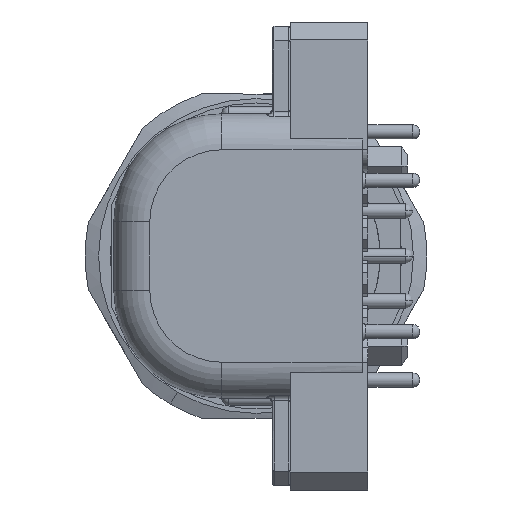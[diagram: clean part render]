
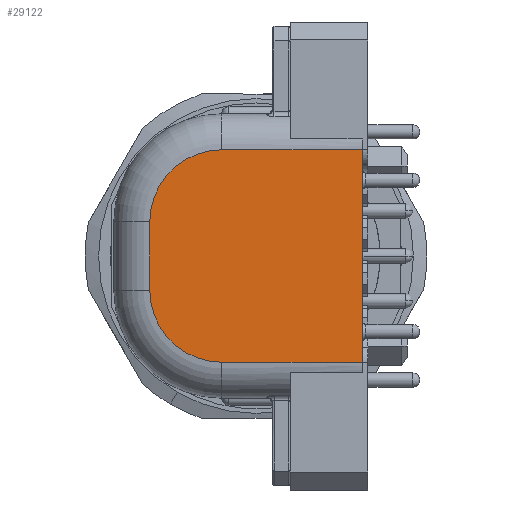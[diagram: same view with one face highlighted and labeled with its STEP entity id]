
A CAD part, left-side view. The second image highlights one B-rep face of the part: STEP entity #29122.
In plain terms, the highlighted planar face has unit normal (-1, 0, 0).
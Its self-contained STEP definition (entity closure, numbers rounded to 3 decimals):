
#1208 = VECTOR ( 'NONE', #1408, 1000. ) ;
#1408 = DIRECTION ( 'NONE',  ( 0., 0., -1. ) ) ;
#2811 = AXIS2_PLACEMENT_3D ( 'NONE', #35226, #17316, #38219 ) ;
#4573 = CARTESIAN_POINT ( 'NONE',  ( -31., -5.9, 5.9 ) ) ;
#7279 = CARTESIAN_POINT ( 'NONE',  ( -31., 7.9, 5.9 ) ) ;
#7384 = EDGE_CURVE ( 'NONE', #7387, #32813, #9704, .T. ) ;
#7387 = VERTEX_POINT ( 'NONE', #22709 ) ;
#7460 = VERTEX_POINT ( 'NONE', #16921 ) ;
#7762 = LINE ( 'NONE', #7279, #38694 ) ;
#8416 = ORIENTED_EDGE ( 'NONE', *, *, #11349, .T. ) ;
#9306 = VERTEX_POINT ( 'NONE', #4573 ) ;
#9318 = ORIENTED_EDGE ( 'NONE', *, *, #24486, .T. ) ;
#9704 = LINE ( 'NONE', #34571, #33612 ) ;
#10251 = DIRECTION ( 'NONE',  ( 0., -1., 0. ) ) ;
#10875 = EDGE_LOOP ( 'NONE', ( #14233, #9318, #28629, #20425, #37189, #8416 ) ) ;
#11349 = EDGE_CURVE ( 'NONE', #29133, #26366, #26880, .T. ) ;
#12582 = CARTESIAN_POINT ( 'NONE',  ( -31., 1.9, 1.9 ) ) ;
#13656 = DIRECTION ( 'NONE',  ( 0., 0., -1. ) ) ;
#14233 = ORIENTED_EDGE ( 'NONE', *, *, #28410, .F. ) ;
#15584 = DIRECTION ( 'NONE',  ( 0., 0., 1. ) ) ;
#16328 = CARTESIAN_POINT ( 'NONE',  ( -31., -5.9, 7.9 ) ) ;
#16921 = CARTESIAN_POINT ( 'NONE',  ( -31., 1.9, 5.9 ) ) ;
#16947 = PLANE ( 'NONE',  #38791 ) ;
#17316 = DIRECTION ( 'NONE',  ( -1., 0., 0. ) ) ;
#19232 = CARTESIAN_POINT ( 'NONE',  ( -31., 7.9, -5.9 ) ) ;
#19331 = CARTESIAN_POINT ( 'NONE',  ( -31., -5.9, -5.9 ) ) ;
#19453 = EDGE_CURVE ( 'NONE', #7460, #7387, #19932, .T. ) ;
#19739 = CARTESIAN_POINT ( 'NONE',  ( -31., 5.9, -1.9 ) ) ;
#19932 = CIRCLE ( 'NONE', #26261, 4. ) ;
#20425 = ORIENTED_EDGE ( 'NONE', *, *, #7384, .T. ) ;
#22709 = CARTESIAN_POINT ( 'NONE',  ( -31., 5.9, 1.9 ) ) ;
#24123 = EDGE_CURVE ( 'NONE', #32813, #29133, #34983, .T. ) ;
#24486 = EDGE_CURVE ( 'NONE', #9306, #7460, #7762, .T. ) ;
#26261 = AXIS2_PLACEMENT_3D ( 'NONE', #12582, #33494, #15584 ) ;
#26366 = VERTEX_POINT ( 'NONE', #19331 ) ;
#26880 = LINE ( 'NONE', #19232, #32903 ) ;
#28410 = EDGE_CURVE ( 'NONE', #9306, #26366, #33037, .T. ) ;
#28629 = ORIENTED_EDGE ( 'NONE', *, *, #19453, .T. ) ;
#28845 = DIRECTION ( 'NONE',  ( -1., 0., 0. ) ) ;
#29122 = ADVANCED_FACE ( 'NONE', ( #34403 ), #16947, .T. ) ;
#29133 = VERTEX_POINT ( 'NONE', #34990 ) ;
#31852 = CARTESIAN_POINT ( 'NONE',  ( -31., 7.9, 7.9 ) ) ;
#32813 = VERTEX_POINT ( 'NONE', #19739 ) ;
#32903 = VECTOR ( 'NONE', #10251, 1000. ) ;
#33037 = LINE ( 'NONE', #16328, #1208 ) ;
#33494 = DIRECTION ( 'NONE',  ( -1., 0., 0. ) ) ;
#33612 = VECTOR ( 'NONE', #13656, 1000. ) ;
#34403 = FACE_OUTER_BOUND ( 'NONE', #10875, .T. ) ;
#34571 = CARTESIAN_POINT ( 'NONE',  ( -31., 5.9, -1.9 ) ) ;
#34983 = CIRCLE ( 'NONE', #2811, 4. ) ;
#34990 = CARTESIAN_POINT ( 'NONE',  ( -31., 1.9, -5.9 ) ) ;
#35226 = CARTESIAN_POINT ( 'NONE',  ( -31., 1.9, -1.9 ) ) ;
#37189 = ORIENTED_EDGE ( 'NONE', *, *, #24123, .T. ) ;
#37269 = DIRECTION ( 'NONE',  ( 0., 1., 0. ) ) ;
#37846 = DIRECTION ( 'NONE',  ( 0., 0., 1. ) ) ;
#38219 = DIRECTION ( 'NONE',  ( 0., 0., 1. ) ) ;
#38694 = VECTOR ( 'NONE', #37269, 1000. ) ;
#38791 = AXIS2_PLACEMENT_3D ( 'NONE', #31852, #28845, #37846 ) ;
